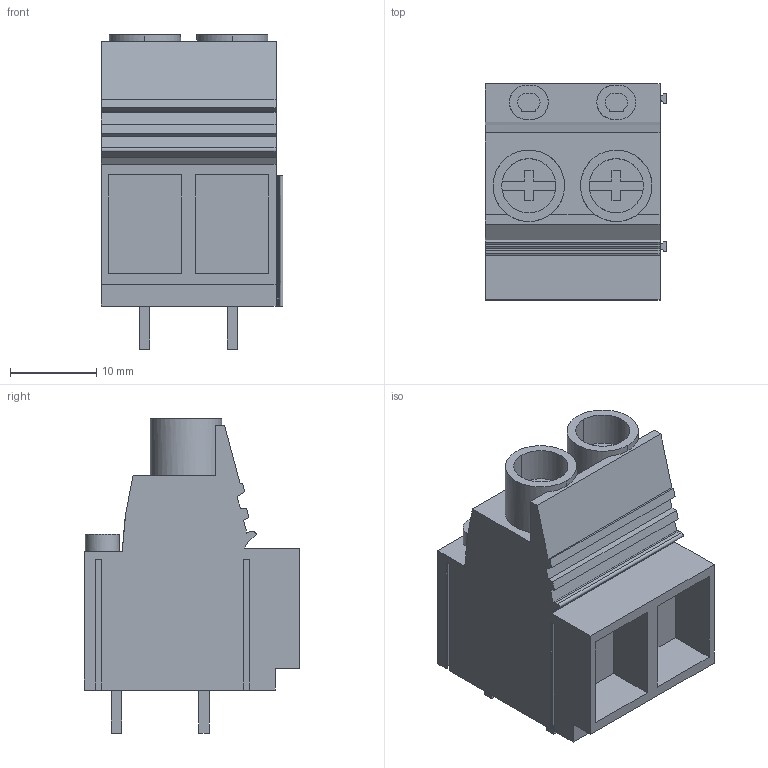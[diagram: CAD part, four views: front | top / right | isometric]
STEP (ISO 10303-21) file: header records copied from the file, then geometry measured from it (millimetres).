
FILE_DESCRIPTION(('CATIA V5 STEP Exchange','CAx-IF Rec.Pracs.--- Model Styling and Organization---1.2---2011-12-15'),'2;1');
FILE_NAME ('D1461494_0_2014050000_2014050000.stp','2018-03-22T17:38:32+00:00',('none'),('Weidmueller'),'CATIA Version 5-6 Release 2014','CATIA V5 STEP AP214','none');
FILE_SCHEMA(('AUTOMOTIVE_DESIGN { 1 0 10303 214 1 1 1 1 }'));
Length unit declared in the file: millimetre
Products named in the file (1): 2014050000
Bounding box: 21.12 x 25.07 x 36.5 mm (x, y, z)
Volume: 9414.1 mm3; surface area: 5229 mm2
Topology: 7 solids, 7 shells, 226 faces, 618 edges, 416 vertices
Faces by surface type: plane 181, cylinder 36, extrusion 9
Entity records: 7184 total; most frequent: CARTESIAN_POINT 1633, ORIENTED_EDGE 1236, DIRECTION 946, EDGE_CURVE 618, VECTOR 525, LINE 516, VERTEX_POINT 416, AXIS2_PLACEMENT_3D 248
